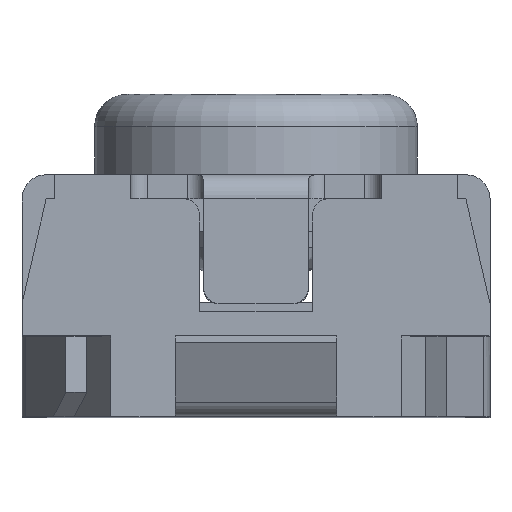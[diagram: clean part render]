
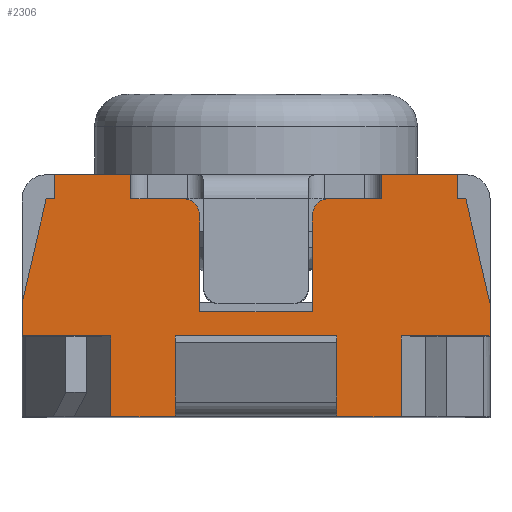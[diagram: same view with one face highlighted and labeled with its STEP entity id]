
A CAD part, top view. The second image highlights one B-rep face of the part: STEP entity #2306.
In plain terms, the highlighted planar face has unit normal (0, 0, 1).
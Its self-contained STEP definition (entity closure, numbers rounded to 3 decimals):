
#1134=CARTESIAN_POINT('',(2.35,0.55,-0.3));
#1135=VERTEX_POINT('',#1134);
#1142=CARTESIAN_POINT('',(1.95,0.55,-0.3));
#1143=VERTEX_POINT('',#1142);
#1144=CARTESIAN_POINT('',(1.95,0.55,-0.3));
#1145=DIRECTION('',(1.0,0.0,0.0));
#1146=VECTOR('',#1145,0.4);
#1147=LINE('',#1144,#1146);
#1148=EDGE_CURVE('',#1143,#1135,#1147,.T.);
#1157=CARTESIAN_POINT('',(0.95,0.55,-0.3));
#1158=VERTEX_POINT('',#1157);
#1165=CARTESIAN_POINT('',(0.55,0.55,-0.3));
#1166=VERTEX_POINT('',#1165);
#1167=CARTESIAN_POINT('',(0.55,0.55,-0.3));
#1168=DIRECTION('',(1.0,0.0,0.0));
#1169=VECTOR('',#1168,0.4);
#1170=LINE('',#1167,#1169);
#1171=EDGE_CURVE('',#1166,#1158,#1170,.T.);
#1215=CARTESIAN_POINT('',(0.55,1.05,-0.3));
#1216=VERTEX_POINT('',#1215);
#1217=CARTESIAN_POINT('',(0.55,1.05,-0.3));
#1218=DIRECTION('',(0.0,-1.0,0.0));
#1219=VECTOR('',#1218,0.5);
#1220=LINE('',#1217,#1219);
#1221=EDGE_CURVE('',#1216,#1166,#1220,.T.);
#1250=CARTESIAN_POINT('',(0.0,1.05,-0.3));
#1251=VERTEX_POINT('',#1250);
#1252=CARTESIAN_POINT('',(0.0,1.05,-0.3));
#1253=DIRECTION('',(1.0,0.0,0.0));
#1254=VECTOR('',#1253,0.55);
#1255=LINE('',#1252,#1254);
#1256=EDGE_CURVE('',#1251,#1216,#1255,.T.);
#1273=CARTESIAN_POINT('',(2.35,1.05,-0.3));
#1274=VERTEX_POINT('',#1273);
#1281=CARTESIAN_POINT('',(2.35,1.05,-0.3));
#1282=DIRECTION('',(0.0,-1.0,0.0));
#1283=VECTOR('',#1282,0.5);
#1284=LINE('',#1281,#1283);
#1285=EDGE_CURVE('',#1274,#1135,#1284,.T.);
#1305=CARTESIAN_POINT('',(2.9,1.05,-0.3));
#1306=VERTEX_POINT('',#1305);
#1313=CARTESIAN_POINT('',(2.35,1.05,-0.3));
#1314=DIRECTION('',(1.0,0.0,0.0));
#1315=VECTOR('',#1314,0.55);
#1316=LINE('',#1313,#1315);
#1317=EDGE_CURVE('',#1274,#1306,#1316,.T.);
#1604=CARTESIAN_POINT('',(1.95,0.65,-0.3));
#1605=VERTEX_POINT('',#1604);
#1606=CARTESIAN_POINT('',(1.95,0.55,-0.3));
#1607=DIRECTION('',(0.0,1.0,0.0));
#1608=VECTOR('',#1607,0.1);
#1609=LINE('',#1606,#1608);
#1610=EDGE_CURVE('',#1143,#1605,#1609,.T.);
#1633=CARTESIAN_POINT('',(0.95,0.65,-0.3));
#1634=VERTEX_POINT('',#1633);
#1641=CARTESIAN_POINT('',(0.95,0.55,-0.3));
#1642=DIRECTION('',(0.0,1.0,0.0));
#1643=VECTOR('',#1642,0.1);
#1644=LINE('',#1641,#1643);
#1645=EDGE_CURVE('',#1158,#1634,#1644,.T.);
#1659=CARTESIAN_POINT('',(1.95,0.65,-0.3));
#1660=DIRECTION('',(-1.0,0.0,0.0));
#1661=VECTOR('',#1660,1.0);
#1662=LINE('',#1659,#1661);
#1663=EDGE_CURVE('',#1605,#1634,#1662,.T.);
#2086=CARTESIAN_POINT('',(0.0,1.25,-0.3));
#2087=VERTEX_POINT('',#2086);
#2088=CARTESIAN_POINT('',(0.0,1.25,-0.3));
#2089=DIRECTION('',(0.0,-1.0,0.0));
#2090=VECTOR('',#2089,0.2);
#2091=LINE('',#2088,#2090);
#2092=EDGE_CURVE('',#2087,#1251,#2091,.T.);
#2145=CARTESIAN_POINT('',(1.45,0.52,-0.3));
#2146=DIRECTION('',(0.0,0.0,1.0));
#2147=DIRECTION('',(1.0,0.0,0.0));
#2148=AXIS2_PLACEMENT_3D('',#2145,#2146,#2147);
#2149=PLANE('',#2148);
#2150=CARTESIAN_POINT('',(0.2,1.9,-0.3));
#2151=VERTEX_POINT('',#2150);
#2152=CARTESIAN_POINT('',(0.15,1.9,-0.3));
#2153=VERTEX_POINT('',#2152);
#2154=CARTESIAN_POINT('',(0.2,1.9,-0.3));
#2155=DIRECTION('',(-1.0,0.0,0.0));
#2156=VECTOR('',#2155,0.05);
#2157=LINE('',#2154,#2156);
#2158=EDGE_CURVE('',#2151,#2153,#2157,.T.);
#2159=ORIENTED_EDGE('',*,*,#2158,.T.);
#2160=CARTESIAN_POINT('',(0.15,1.9,-0.3));
#2161=DIRECTION('',(-0.225,-0.974,0.0));
#2162=VECTOR('',#2161,0.667);
#2163=LINE('',#2160,#2162);
#2164=EDGE_CURVE('',#2153,#2087,#2163,.T.);
#2165=ORIENTED_EDGE('',*,*,#2164,.T.);
#2166=ORIENTED_EDGE('',*,*,#2092,.T.);
#2167=ORIENTED_EDGE('',*,*,#1256,.T.);
#2168=ORIENTED_EDGE('',*,*,#1221,.T.);
#2169=ORIENTED_EDGE('',*,*,#1171,.T.);
#2170=ORIENTED_EDGE('',*,*,#1645,.T.);
#2171=ORIENTED_EDGE('',*,*,#1663,.F.);
#2172=ORIENTED_EDGE('',*,*,#1610,.F.);
#2173=ORIENTED_EDGE('',*,*,#1148,.T.);
#2174=ORIENTED_EDGE('',*,*,#1285,.F.);
#2175=ORIENTED_EDGE('',*,*,#1317,.T.);
#2176=CARTESIAN_POINT('',(2.9,1.25,-0.3));
#2177=VERTEX_POINT('',#2176);
#2178=CARTESIAN_POINT('',(2.9,1.05,-0.3));
#2179=DIRECTION('',(0.0,1.0,0.0));
#2180=VECTOR('',#2179,0.2);
#2181=LINE('',#2178,#2180);
#2182=EDGE_CURVE('',#1306,#2177,#2181,.T.);
#2183=ORIENTED_EDGE('',*,*,#2182,.T.);
#2184=CARTESIAN_POINT('',(2.75,1.9,-0.3));
#2185=VERTEX_POINT('',#2184);
#2186=CARTESIAN_POINT('',(2.9,1.25,-0.3));
#2187=DIRECTION('',(-0.225,0.974,0.0));
#2188=VECTOR('',#2187,0.667);
#2189=LINE('',#2186,#2188);
#2190=EDGE_CURVE('',#2177,#2185,#2189,.T.);
#2191=ORIENTED_EDGE('',*,*,#2190,.T.);
#2192=CARTESIAN_POINT('',(2.7,1.9,-0.3));
#2193=VERTEX_POINT('',#2192);
#2194=CARTESIAN_POINT('',(2.75,1.9,-0.3));
#2195=DIRECTION('',(-1.0,0.0,0.0));
#2196=VECTOR('',#2195,0.05);
#2197=LINE('',#2194,#2196);
#2198=EDGE_CURVE('',#2185,#2193,#2197,.T.);
#2199=ORIENTED_EDGE('',*,*,#2198,.T.);
#2200=CARTESIAN_POINT('',(2.7,2.05,-0.3));
#2201=VERTEX_POINT('',#2200);
#2202=CARTESIAN_POINT('',(2.7,1.9,-0.3));
#2203=DIRECTION('',(0.0,1.0,0.0));
#2204=VECTOR('',#2203,0.15);
#2205=LINE('',#2202,#2204);
#2206=EDGE_CURVE('',#2193,#2201,#2205,.T.);
#2207=ORIENTED_EDGE('',*,*,#2206,.T.);
#2208=CARTESIAN_POINT('',(2.225,2.05,-0.3));
#2209=VERTEX_POINT('',#2208);
#2210=CARTESIAN_POINT('',(2.7,2.05,-0.3));
#2211=DIRECTION('',(-1.0,0.0,0.0));
#2212=VECTOR('',#2211,0.475);
#2213=LINE('',#2210,#2212);
#2214=EDGE_CURVE('',#2201,#2209,#2213,.T.);
#2215=ORIENTED_EDGE('',*,*,#2214,.T.);
#2216=CARTESIAN_POINT('',(2.225,1.9,-0.3));
#2217=VERTEX_POINT('',#2216);
#2218=CARTESIAN_POINT('',(2.225,2.05,-0.3));
#2219=DIRECTION('',(0.0,-1.0,0.0));
#2220=VECTOR('',#2219,0.15);
#2221=LINE('',#2218,#2220);
#2222=EDGE_CURVE('',#2209,#2217,#2221,.T.);
#2223=ORIENTED_EDGE('',*,*,#2222,.T.);
#2224=CARTESIAN_POINT('',(1.9,1.9,-0.3));
#2225=VERTEX_POINT('',#2224);
#2226=CARTESIAN_POINT('',(2.225,1.9,-0.3));
#2227=DIRECTION('',(-1.0,0.0,0.0));
#2228=VECTOR('',#2227,0.325);
#2229=LINE('',#2226,#2228);
#2230=EDGE_CURVE('',#2217,#2225,#2229,.T.);
#2231=ORIENTED_EDGE('',*,*,#2230,.T.);
#2232=CARTESIAN_POINT('',(1.8,1.8,-0.3));
#2233=VERTEX_POINT('',#2232);
#2234=CARTESIAN_POINT('',(1.9,1.8,-0.3));
#2235=DIRECTION('',(0.0,0.0,1.0));
#2236=DIRECTION('',(0.0,1.0,0.0));
#2237=AXIS2_PLACEMENT_3D('',#2234,#2235,#2236);
#2238=CIRCLE('',#2237,0.1);
#2239=EDGE_CURVE('',#2225,#2233,#2238,.T.);
#2240=ORIENTED_EDGE('',*,*,#2239,.T.);
#2241=CARTESIAN_POINT('',(1.8,1.2,-0.3));
#2242=VERTEX_POINT('',#2241);
#2243=CARTESIAN_POINT('',(1.8,1.8,-0.3));
#2244=DIRECTION('',(0.0,-1.0,0.0));
#2245=VECTOR('',#2244,0.6);
#2246=LINE('',#2243,#2245);
#2247=EDGE_CURVE('',#2233,#2242,#2246,.T.);
#2248=ORIENTED_EDGE('',*,*,#2247,.T.);
#2249=CARTESIAN_POINT('',(1.1,1.2,-0.3));
#2250=VERTEX_POINT('',#2249);
#2251=CARTESIAN_POINT('',(1.8,1.2,-0.3));
#2252=DIRECTION('',(-1.0,0.0,0.0));
#2253=VECTOR('',#2252,0.7);
#2254=LINE('',#2251,#2253);
#2255=EDGE_CURVE('',#2242,#2250,#2254,.T.);
#2256=ORIENTED_EDGE('',*,*,#2255,.T.);
#2257=CARTESIAN_POINT('',(1.1,1.8,-0.3));
#2258=VERTEX_POINT('',#2257);
#2259=CARTESIAN_POINT('',(1.1,1.2,-0.3));
#2260=DIRECTION('',(0.0,1.0,0.0));
#2261=VECTOR('',#2260,0.6);
#2262=LINE('',#2259,#2261);
#2263=EDGE_CURVE('',#2250,#2258,#2262,.T.);
#2264=ORIENTED_EDGE('',*,*,#2263,.T.);
#2265=CARTESIAN_POINT('',(1.0,1.9,-0.3));
#2266=VERTEX_POINT('',#2265);
#2267=CARTESIAN_POINT('',(1.0,1.8,-0.3));
#2268=DIRECTION('',(0.0,0.0,1.0));
#2269=DIRECTION('',(1.0,0.0,0.0));
#2270=AXIS2_PLACEMENT_3D('',#2267,#2268,#2269);
#2271=CIRCLE('',#2270,0.1);
#2272=EDGE_CURVE('',#2258,#2266,#2271,.T.);
#2273=ORIENTED_EDGE('',*,*,#2272,.T.);
#2274=CARTESIAN_POINT('',(0.675,1.9,-0.3));
#2275=VERTEX_POINT('',#2274);
#2276=CARTESIAN_POINT('',(1.0,1.9,-0.3));
#2277=DIRECTION('',(-1.0,0.0,0.0));
#2278=VECTOR('',#2277,0.325);
#2279=LINE('',#2276,#2278);
#2280=EDGE_CURVE('',#2266,#2275,#2279,.T.);
#2281=ORIENTED_EDGE('',*,*,#2280,.T.);
#2282=CARTESIAN_POINT('',(0.675,2.05,-0.3));
#2283=VERTEX_POINT('',#2282);
#2284=CARTESIAN_POINT('',(0.675,1.9,-0.3));
#2285=DIRECTION('',(0.0,1.0,0.0));
#2286=VECTOR('',#2285,0.15);
#2287=LINE('',#2284,#2286);
#2288=EDGE_CURVE('',#2275,#2283,#2287,.T.);
#2289=ORIENTED_EDGE('',*,*,#2288,.T.);
#2290=CARTESIAN_POINT('',(0.2,2.05,-0.3));
#2291=VERTEX_POINT('',#2290);
#2292=CARTESIAN_POINT('',(0.675,2.05,-0.3));
#2293=DIRECTION('',(-1.0,0.0,0.0));
#2294=VECTOR('',#2293,0.475);
#2295=LINE('',#2292,#2294);
#2296=EDGE_CURVE('',#2283,#2291,#2295,.T.);
#2297=ORIENTED_EDGE('',*,*,#2296,.T.);
#2298=CARTESIAN_POINT('',(0.2,2.05,-0.3));
#2299=DIRECTION('',(0.0,-1.0,0.0));
#2300=VECTOR('',#2299,0.15);
#2301=LINE('',#2298,#2300);
#2302=EDGE_CURVE('',#2291,#2151,#2301,.T.);
#2303=ORIENTED_EDGE('',*,*,#2302,.T.);
#2304=EDGE_LOOP('',(#2159,#2165,#2166,#2167,#2168,#2169,#2170,#2171,#2172,#2173,#2174,#2175,#2183,#2191,#2199,#2207,#2215,#2223,#2231,#2240,#2248,#2256,#2264,#2273,#2281,#2289,#2297,#2303));
#2305=FACE_OUTER_BOUND('',#2304,.T.);
#2306=ADVANCED_FACE('',(#2305),#2149,.T.);
